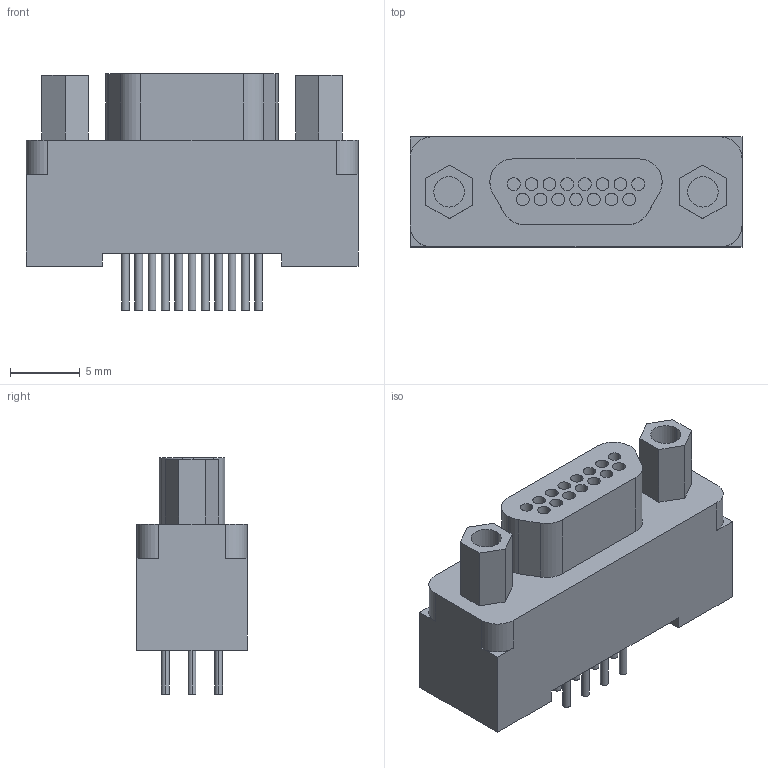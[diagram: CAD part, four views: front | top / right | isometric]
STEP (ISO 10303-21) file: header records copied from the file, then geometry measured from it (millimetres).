
FILE_DESCRIPTION(('STEP AP242'),'1');
FILE_NAME('gmr7580-15p1bsm.stp','2019-11-26T08:12:29',('TraceParts'),('TraceParts S.A.'),'Spatial InterOp 3D',' ',' ');
FILE_SCHEMA(('AP242_MANAGED_MODEL_BASED_3D_ENGINEERING_MIM_LF {1 0 10303 442 1 1 4}'));
Length unit declared in the file: millimetre
Products named in the file (1): gmr7580-15p1bsm
Bounding box: 23.75 x 7.87 x 16.89 mm (x, y, z)
Volume: 1808.4 mm3; surface area: 1754.1 mm2
Topology: 1 solids, 8 shells, 373 faces, 912 edges, 608 vertices
Faces by surface type: plane 219, cylinder 78, bspline 76
Entity records: 18609 total; most frequent: CARTESIAN_POINT 7150, ORIENTED_EDGE 1824, DIRECTION 1512, EDGE_CURVE 912, VERTEX_POINT 608, LINE 604, VECTOR 604, AXIS2_PLACEMENT_3D 454
